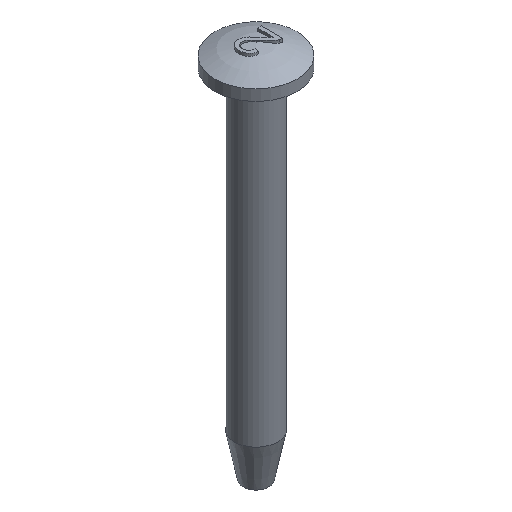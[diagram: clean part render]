
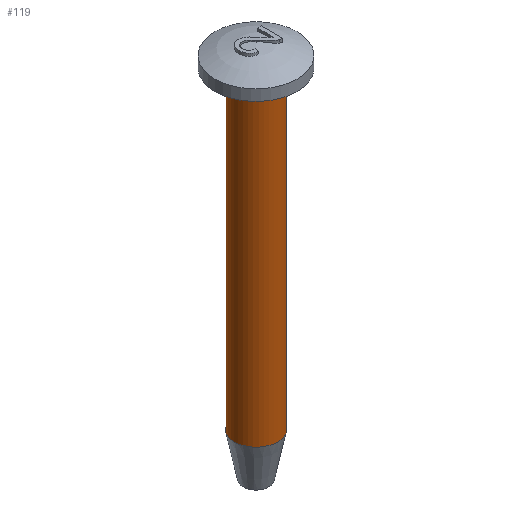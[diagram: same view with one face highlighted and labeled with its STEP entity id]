
A CAD part, isometric view. The second image highlights one B-rep face of the part: STEP entity #119.
In plain terms, the highlighted cylindrical face has radius 1 mm (diameter 2 mm), a full revolution.
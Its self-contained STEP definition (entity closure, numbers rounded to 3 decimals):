
#119=ADVANCED_FACE('',(#141,#142),#136,.T.);
#136=CYLINDRICAL_SURFACE('',#327,1.);
#141=FACE_BOUND('',#151,.T.);
#142=FACE_BOUND('',#152,.T.);
#151=EDGE_LOOP('',(#174));
#152=EDGE_LOOP('',(#175));
#174=ORIENTED_EDGE('',*,*,#276,.T.);
#175=ORIENTED_EDGE('',*,*,#275,.T.);
#248=VERTEX_POINT('',#408);
#249=VERTEX_POINT('',#411);
#275=EDGE_CURVE('',#248,#248,#313,.T.);
#276=EDGE_CURVE('',#249,#249,#314,.T.);
#313=CIRCLE('',#324,1.);
#314=CIRCLE('',#326,1.);
#324=AXIS2_PLACEMENT_3D('',#407,#349,#350);
#326=AXIS2_PLACEMENT_3D('',#410,#353,#354);
#327=AXIS2_PLACEMENT_3D('',#412,#355,#356);
#349=DIRECTION('',(0.,0.,-1.));
#350=DIRECTION('',(-1.,0.,0.));
#353=DIRECTION('',(0.,0.,1.));
#354=DIRECTION('',(1.,0.,0.));
#355=DIRECTION('',(0.,0.,-1.));
#356=DIRECTION('',(-1.,0.,0.));
#407=CARTESIAN_POINT('',(0.,0.,0.));
#408=CARTESIAN_POINT('',(-1.,0.,0.));
#410=CARTESIAN_POINT('',(0.,0.,-14.5));
#411=CARTESIAN_POINT('',(1.,0.,-14.5));
#412=CARTESIAN_POINT('',(0.,0.,0.));
